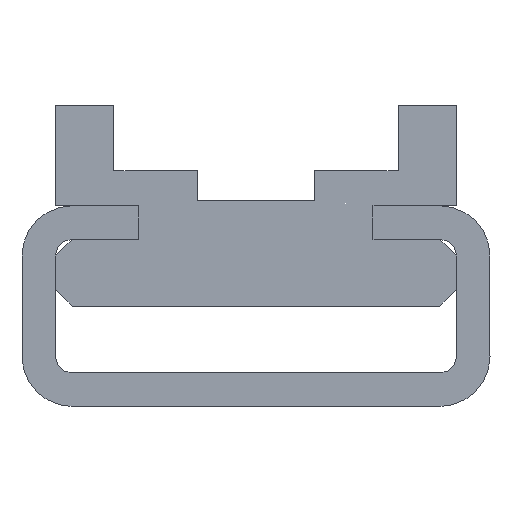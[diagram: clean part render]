
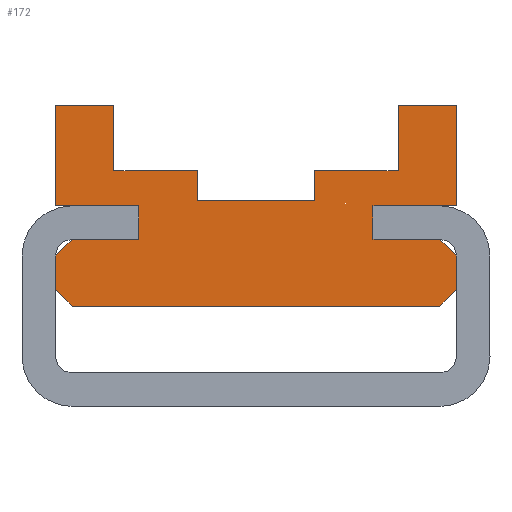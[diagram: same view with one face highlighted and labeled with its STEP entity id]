
A CAD part, front view. The second image highlights one B-rep face of the part: STEP entity #172.
In plain terms, the highlighted planar face has unit normal (0, -1, 0).
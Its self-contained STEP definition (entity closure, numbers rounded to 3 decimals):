
#172=ADVANCED_FACE('',(#332),#333,.T.);
#332=FACE_OUTER_BOUND('',#492,.T.);
#333=PLANE('',#493);
#492=EDGE_LOOP('',(#760,#761,#762,#763,#764,#765,#766,#767,#768,#769,#770,#771,#772,#773,#774,#775,#776,#777,#778,#779,#780,#781,#782,#783));
#493=AXIS2_PLACEMENT_3D('',#784,#785,#786);
#760=ORIENTED_EDGE('',*,*,#1027,.F.);
#761=ORIENTED_EDGE('',*,*,#1120,.F.);
#762=ORIENTED_EDGE('',*,*,#1116,.F.);
#763=ORIENTED_EDGE('',*,*,#1112,.F.);
#764=ORIENTED_EDGE('',*,*,#1108,.F.);
#765=ORIENTED_EDGE('',*,*,#1104,.F.);
#766=ORIENTED_EDGE('',*,*,#1100,.F.);
#767=ORIENTED_EDGE('',*,*,#1096,.F.);
#768=ORIENTED_EDGE('',*,*,#1092,.F.);
#769=ORIENTED_EDGE('',*,*,#1088,.F.);
#770=ORIENTED_EDGE('',*,*,#1084,.F.);
#771=ORIENTED_EDGE('',*,*,#1080,.F.);
#772=ORIENTED_EDGE('',*,*,#1076,.F.);
#773=ORIENTED_EDGE('',*,*,#1072,.F.);
#774=ORIENTED_EDGE('',*,*,#1068,.F.);
#775=ORIENTED_EDGE('',*,*,#1064,.F.);
#776=ORIENTED_EDGE('',*,*,#1060,.F.);
#777=ORIENTED_EDGE('',*,*,#1056,.F.);
#778=ORIENTED_EDGE('',*,*,#1052,.F.);
#779=ORIENTED_EDGE('',*,*,#1048,.F.);
#780=ORIENTED_EDGE('',*,*,#1044,.F.);
#781=ORIENTED_EDGE('',*,*,#1040,.F.);
#782=ORIENTED_EDGE('',*,*,#1036,.F.);
#783=ORIENTED_EDGE('',*,*,#1032,.F.);
#784=CARTESIAN_POINT('',(0.,0.0,11.469));
#785=DIRECTION('',(0.0,-1.0,0.0));
#786=DIRECTION('',(1.0,0.0,0.0));
#1027=EDGE_CURVE('',#1209,#1210,#1211,.T.);
#1032=EDGE_CURVE('',#1210,#1218,#1219,.T.);
#1036=EDGE_CURVE('',#1218,#1224,#1225,.T.);
#1040=EDGE_CURVE('',#1224,#1230,#1231,.T.);
#1044=EDGE_CURVE('',#1230,#1236,#1237,.T.);
#1048=EDGE_CURVE('',#1236,#1242,#1243,.T.);
#1052=EDGE_CURVE('',#1242,#1248,#1249,.T.);
#1056=EDGE_CURVE('',#1248,#1254,#1255,.T.);
#1060=EDGE_CURVE('',#1254,#1260,#1261,.T.);
#1064=EDGE_CURVE('',#1260,#1266,#1267,.T.);
#1068=EDGE_CURVE('',#1266,#1272,#1273,.T.);
#1072=EDGE_CURVE('',#1272,#1278,#1279,.T.);
#1076=EDGE_CURVE('',#1278,#1284,#1285,.T.);
#1080=EDGE_CURVE('',#1284,#1290,#1291,.T.);
#1084=EDGE_CURVE('',#1290,#1296,#1297,.T.);
#1088=EDGE_CURVE('',#1296,#1302,#1303,.T.);
#1092=EDGE_CURVE('',#1302,#1308,#1309,.T.);
#1096=EDGE_CURVE('',#1308,#1314,#1315,.T.);
#1100=EDGE_CURVE('',#1314,#1320,#1321,.T.);
#1104=EDGE_CURVE('',#1320,#1326,#1327,.T.);
#1108=EDGE_CURVE('',#1326,#1332,#1333,.T.);
#1112=EDGE_CURVE('',#1332,#1338,#1339,.T.);
#1116=EDGE_CURVE('',#1338,#1344,#1345,.T.);
#1120=EDGE_CURVE('',#1344,#1209,#1350,.T.);
#1209=VERTEX_POINT('',#1479);
#1210=VERTEX_POINT('',#1480);
#1211=LINE('',#1481,#1482);
#1218=VERTEX_POINT('',#1492);
#1219=LINE('',#1493,#1494);
#1224=VERTEX_POINT('',#1501);
#1225=LINE('',#1502,#1503);
#1230=VERTEX_POINT('',#1510);
#1231=LINE('',#1511,#1512);
#1236=VERTEX_POINT('',#1519);
#1237=LINE('',#1520,#1521);
#1242=VERTEX_POINT('',#1528);
#1243=LINE('',#1529,#1530);
#1248=VERTEX_POINT('',#1537);
#1249=LINE('',#1538,#1539);
#1254=VERTEX_POINT('',#1546);
#1255=LINE('',#1547,#1548);
#1260=VERTEX_POINT('',#1555);
#1261=LINE('',#1556,#1557);
#1266=VERTEX_POINT('',#1564);
#1267=LINE('',#1565,#1566);
#1272=VERTEX_POINT('',#1573);
#1273=LINE('',#1574,#1575);
#1278=VERTEX_POINT('',#1582);
#1279=LINE('',#1583,#1584);
#1284=VERTEX_POINT('',#1591);
#1285=LINE('',#1592,#1593);
#1290=VERTEX_POINT('',#1600);
#1291=LINE('',#1601,#1602);
#1296=VERTEX_POINT('',#1609);
#1297=LINE('',#1610,#1611);
#1302=VERTEX_POINT('',#1618);
#1303=LINE('',#1619,#1620);
#1308=VERTEX_POINT('',#1627);
#1309=LINE('',#1628,#1629);
#1314=VERTEX_POINT('',#1636);
#1315=LINE('',#1637,#1638);
#1320=VERTEX_POINT('',#1645);
#1321=LINE('',#1646,#1647);
#1326=VERTEX_POINT('',#1654);
#1327=LINE('',#1655,#1656);
#1332=VERTEX_POINT('',#1663);
#1333=LINE('',#1664,#1665);
#1338=VERTEX_POINT('',#1672);
#1339=LINE('',#1673,#1674);
#1344=VERTEX_POINT('',#1681);
#1345=LINE('',#1682,#1683);
#1350=LINE('',#1690,#1691);
#1479=CARTESIAN_POINT('',(-11.0,0.0,6.0));
#1480=CARTESIAN_POINT('',(-12.0,0.0,7.0));
#1481=CARTESIAN_POINT('',(-11.0,0.0,6.0));
#1482=VECTOR('',#1864,1.0);
#1492=CARTESIAN_POINT('',(-12.0,0.0,9.0));
#1493=CARTESIAN_POINT('',(-12.0,0.0,7.0));
#1494=VECTOR('',#1868,1.0);
#1501=CARTESIAN_POINT('',(-11.0,0.0,10.0));
#1502=CARTESIAN_POINT('',(-12.0,0.0,9.0));
#1503=VECTOR('',#1871,1.0);
#1510=CARTESIAN_POINT('',(-7.0,0.0,10.0));
#1511=CARTESIAN_POINT('',(-11.0,0.0,10.0));
#1512=VECTOR('',#1874,1.0);
#1519=CARTESIAN_POINT('',(-7.0,0.0,12.0));
#1520=CARTESIAN_POINT('',(-7.0,0.0,10.0));
#1521=VECTOR('',#1877,1.0);
#1528=CARTESIAN_POINT('',(-12.0,0.0,12.0));
#1529=CARTESIAN_POINT('',(-7.0,0.0,12.0));
#1530=VECTOR('',#1880,1.0);
#1537=CARTESIAN_POINT('',(-12.0,0.0,18.0));
#1538=CARTESIAN_POINT('',(-12.0,0.0,12.0));
#1539=VECTOR('',#1883,1.0);
#1546=CARTESIAN_POINT('',(-8.5,0.0,18.0));
#1547=CARTESIAN_POINT('',(-12.0,0.0,18.0));
#1548=VECTOR('',#1886,1.0);
#1555=CARTESIAN_POINT('',(-8.5,0.0,14.1));
#1556=CARTESIAN_POINT('',(-8.5,0.0,18.0));
#1557=VECTOR('',#1889,1.0);
#1564=CARTESIAN_POINT('',(-3.5,0.0,14.1));
#1565=CARTESIAN_POINT('',(-8.5,0.0,14.1));
#1566=VECTOR('',#1892,1.0);
#1573=CARTESIAN_POINT('',(-3.5,0.0,12.3));
#1574=CARTESIAN_POINT('',(-3.5,0.0,14.1));
#1575=VECTOR('',#1895,1.0);
#1582=CARTESIAN_POINT('',(3.5,0.0,12.3));
#1583=CARTESIAN_POINT('',(-3.5,0.0,12.3));
#1584=VECTOR('',#1898,1.0);
#1591=CARTESIAN_POINT('',(3.5,0.0,14.1));
#1592=CARTESIAN_POINT('',(3.5,0.0,12.3));
#1593=VECTOR('',#1901,1.0);
#1600=CARTESIAN_POINT('',(8.5,0.0,14.1));
#1601=CARTESIAN_POINT('',(3.5,0.0,14.1));
#1602=VECTOR('',#1904,1.0);
#1609=CARTESIAN_POINT('',(8.5,0.0,18.0));
#1610=CARTESIAN_POINT('',(8.5,0.0,14.1));
#1611=VECTOR('',#1907,1.0);
#1618=CARTESIAN_POINT('',(12.0,0.0,18.0));
#1619=CARTESIAN_POINT('',(8.5,0.0,18.0));
#1620=VECTOR('',#1910,1.0);
#1627=CARTESIAN_POINT('',(12.0,0.0,12.0));
#1628=CARTESIAN_POINT('',(12.0,0.0,18.0));
#1629=VECTOR('',#1913,1.0);
#1636=CARTESIAN_POINT('',(7.0,0.0,12.0));
#1637=CARTESIAN_POINT('',(12.0,0.0,12.0));
#1638=VECTOR('',#1916,1.0);
#1645=CARTESIAN_POINT('',(7.0,0.0,10.0));
#1646=CARTESIAN_POINT('',(7.0,0.0,12.0));
#1647=VECTOR('',#1919,1.0);
#1654=CARTESIAN_POINT('',(11.0,0.0,10.0));
#1655=CARTESIAN_POINT('',(7.0,0.0,10.0));
#1656=VECTOR('',#1922,1.0);
#1663=CARTESIAN_POINT('',(12.0,0.0,9.0));
#1664=CARTESIAN_POINT('',(11.0,0.0,10.0));
#1665=VECTOR('',#1925,1.0);
#1672=CARTESIAN_POINT('',(12.0,0.0,7.0));
#1673=CARTESIAN_POINT('',(12.0,0.0,9.0));
#1674=VECTOR('',#1928,1.0);
#1681=CARTESIAN_POINT('',(11.0,0.0,6.0));
#1682=CARTESIAN_POINT('',(12.0,0.0,7.0));
#1683=VECTOR('',#1931,1.0);
#1690=CARTESIAN_POINT('',(11.0,0.0,6.0));
#1691=VECTOR('',#1934,1.0);
#1864=DIRECTION('',(-0.707,0.0,0.707));
#1868=DIRECTION('',(0.0,0.0,1.0));
#1871=DIRECTION('',(0.707,0.0,0.707));
#1874=DIRECTION('',(1.0,0.0,0.0));
#1877=DIRECTION('',(0.0,0.0,1.0));
#1880=DIRECTION('',(-1.0,0.0,0.0));
#1883=DIRECTION('',(0.0,0.0,1.0));
#1886=DIRECTION('',(1.0,0.0,0.0));
#1889=DIRECTION('',(0.0,0.0,-1.0));
#1892=DIRECTION('',(1.0,0.0,0.0));
#1895=DIRECTION('',(0.0,0.0,-1.0));
#1898=DIRECTION('',(1.0,0.0,0.0));
#1901=DIRECTION('',(0.0,0.0,1.0));
#1904=DIRECTION('',(1.0,0.0,0.0));
#1907=DIRECTION('',(0.0,0.0,1.0));
#1910=DIRECTION('',(1.0,0.0,0.0));
#1913=DIRECTION('',(0.0,0.0,-1.0));
#1916=DIRECTION('',(-1.0,0.0,0.0));
#1919=DIRECTION('',(0.0,0.0,-1.0));
#1922=DIRECTION('',(1.0,0.0,0.0));
#1925=DIRECTION('',(0.707,0.0,-0.707));
#1928=DIRECTION('',(0.0,0.0,-1.0));
#1931=DIRECTION('',(-0.707,-0.0,-0.707));
#1934=DIRECTION('',(-1.0,0.0,0.0));
